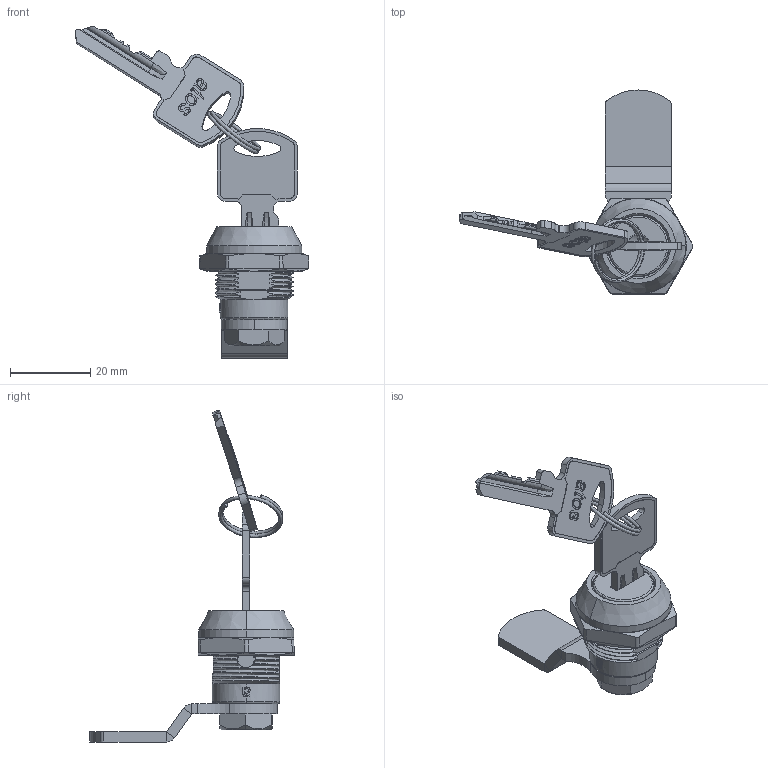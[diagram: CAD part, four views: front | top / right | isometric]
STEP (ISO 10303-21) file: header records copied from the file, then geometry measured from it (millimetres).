
FILE_DESCRIPTION (( 'STEP AP203' ), '1' );
FILE_NAME ('KM11.1.2.01.24.2.STEP', '2020-01-21T13:14:53', ( '' ), ( '' ), 'SwSTEP 2.0', 'SolidWorks 2015', '' );
FILE_SCHEMA (( 'CONFIG_CONTROL_DESIGN' ));
Length unit declared in the file: millimetre
Products named in the file (1): KM11.1.2.01.24.2
Bounding box: 58.48 x 51.05 x 82.98 mm (x, y, z)
Surface area: 7932.3 mm2 (no closed solid volume)
Topology: 0 solids, 11 shells, 449 faces, 1475 edges, 1006 vertices
Faces by surface type: plane 176, cylinder 129, bspline 97, cone 41, torus 6
Entity records: 55562 total; most frequent: CARTESIAN_POINT 44134, ORIENTED_EDGE 2558, DIRECTION 1828, EDGE_CURVE 1475, VERTEX_POINT 1006, VECTOR 644, LINE 644, AXIS2_PLACEMENT_3D 592
